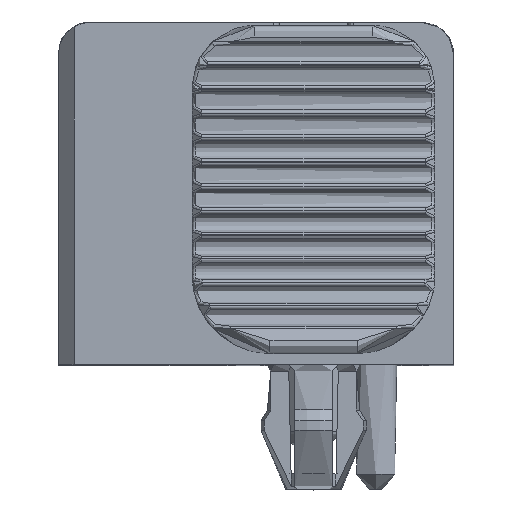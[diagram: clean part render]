
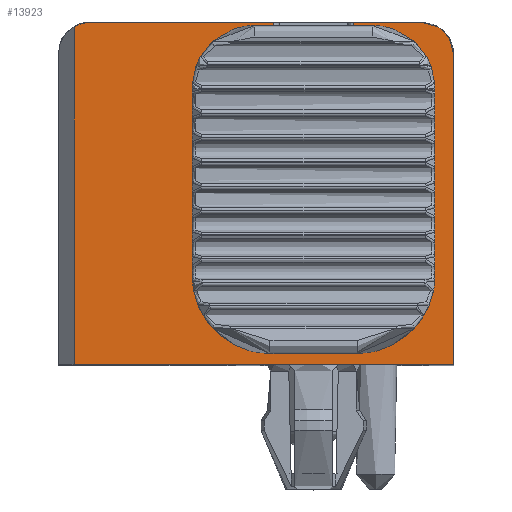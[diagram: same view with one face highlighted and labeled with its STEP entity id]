
A CAD part, top view. The second image highlights one B-rep face of the part: STEP entity #13923.
In plain terms, the highlighted planar face has unit normal (0, 0, 1).
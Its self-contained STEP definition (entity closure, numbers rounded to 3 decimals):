
#979=CIRCLE('',#14815,2.);
#980=CIRCLE('',#14816,1.);
#981=CIRCLE('',#14817,1.);
#982=CIRCLE('',#14818,2.);
#1688=FACE_OUTER_BOUND('',#2495,.T.);
#2495=EDGE_LOOP('',(#9382,#9383,#9384,#9385,#9386,#9387,#9388,#9389,#9390,
#9391,#9392,#9393,#9394,#9395,#9396,#9397,#9398,#9399,#9400,#9401,#9402,
#9403,#9404,#9405));
#3333=LINE('',#19943,#4456);
#3335=LINE('',#19952,#4458);
#3381=LINE('',#20093,#4504);
#3387=LINE('',#20111,#4510);
#3420=LINE('',#20205,#4543);
#3421=LINE('',#20207,#4544);
#3422=LINE('',#20210,#4545);
#3423=LINE('',#20212,#4546);
#3424=LINE('',#20216,#4547);
#3425=LINE('',#20218,#4548);
#3426=LINE('',#20220,#4549);
#3427=LINE('',#20224,#4550);
#3428=LINE('',#20226,#4551);
#3429=LINE('',#20228,#4552);
#3430=LINE('',#20232,#4553);
#3431=LINE('',#20234,#4554);
#3432=LINE('',#20235,#4555);
#3433=LINE('',#20237,#4556);
#3434=LINE('',#20239,#4557);
#3435=LINE('',#20240,#4558);
#4456=VECTOR('',#16160,1000.);
#4458=VECTOR('',#16168,1000.);
#4504=VECTOR('',#16294,1000.);
#4510=VECTOR('',#16308,1000.);
#4543=VECTOR('',#16375,10.);
#4544=VECTOR('',#16376,10.);
#4545=VECTOR('',#16379,10.);
#4546=VECTOR('',#16380,1000.);
#4547=VECTOR('',#16383,1000.);
#4548=VECTOR('',#16384,10.);
#4549=VECTOR('',#16385,1000.);
#4550=VECTOR('',#16388,1000.);
#4551=VECTOR('',#16389,1000.);
#4552=VECTOR('',#16390,10.);
#4553=VECTOR('',#16393,10.);
#4554=VECTOR('',#16394,10.);
#4555=VECTOR('',#16395,1000.);
#4556=VECTOR('',#16396,10.);
#4557=VECTOR('',#16397,10.);
#4558=VECTOR('',#16398,10.);
#5582=VERTEX_POINT('',#19933);
#5586=VERTEX_POINT('',#19941);
#5589=VERTEX_POINT('',#19949);
#5590=VERTEX_POINT('',#19951);
#5634=VERTEX_POINT('',#20070);
#5644=VERTEX_POINT('',#20090);
#5645=VERTEX_POINT('',#20092);
#5697=VERTEX_POINT('',#20204);
#5698=VERTEX_POINT('',#20206);
#5699=VERTEX_POINT('',#20208);
#5700=VERTEX_POINT('',#20211);
#5701=VERTEX_POINT('',#20213);
#5702=VERTEX_POINT('',#20215);
#5703=VERTEX_POINT('',#20217);
#5704=VERTEX_POINT('',#20219);
#5705=VERTEX_POINT('',#20221);
#5706=VERTEX_POINT('',#20223);
#5707=VERTEX_POINT('',#20225);
#5708=VERTEX_POINT('',#20227);
#5709=VERTEX_POINT('',#20229);
#5710=VERTEX_POINT('',#20231);
#5711=VERTEX_POINT('',#20233);
#5712=VERTEX_POINT('',#20236);
#5713=VERTEX_POINT('',#20238);
#6999=EDGE_CURVE('',#5586,#5582,#3333,.F.);
#7003=EDGE_CURVE('',#5589,#5590,#3335,.F.);
#7072=EDGE_CURVE('',#5645,#5644,#3381,.T.);
#7082=EDGE_CURVE('',#5634,#5590,#3387,.T.);
#7127=EDGE_CURVE('',#5697,#5589,#3420,.T.);
#7128=EDGE_CURVE('',#5698,#5697,#3421,.T.);
#7129=EDGE_CURVE('',#5699,#5698,#979,.T.);
#7130=EDGE_CURVE('',#5582,#5699,#3422,.T.);
#7131=EDGE_CURVE('',#5700,#5586,#3423,.F.);
#7132=EDGE_CURVE('',#5701,#5700,#980,.T.);
#7133=EDGE_CURVE('',#5701,#5702,#3424,.T.);
#7134=EDGE_CURVE('',#5702,#5703,#3425,.T.);
#7135=EDGE_CURVE('',#5704,#5703,#3426,.F.);
#7136=EDGE_CURVE('',#5705,#5704,#981,.T.);
#7137=EDGE_CURVE('',#5706,#5705,#3427,.F.);
#7138=EDGE_CURVE('',#5707,#5706,#3428,.F.);
#7139=EDGE_CURVE('',#5708,#5707,#3429,.T.);
#7140=EDGE_CURVE('',#5709,#5708,#982,.T.);
#7141=EDGE_CURVE('',#5710,#5709,#3430,.T.);
#7142=EDGE_CURVE('',#5711,#5710,#3431,.T.);
#7143=EDGE_CURVE('',#5645,#5711,#3432,.F.);
#7144=EDGE_CURVE('',#5712,#5644,#3433,.T.);
#7145=EDGE_CURVE('',#5713,#5712,#3434,.T.);
#7146=EDGE_CURVE('',#5634,#5713,#3435,.T.);
#9382=ORIENTED_EDGE('',*,*,#7127,.F.);
#9383=ORIENTED_EDGE('',*,*,#7128,.F.);
#9384=ORIENTED_EDGE('',*,*,#7129,.F.);
#9385=ORIENTED_EDGE('',*,*,#7130,.F.);
#9386=ORIENTED_EDGE('',*,*,#6999,.F.);
#9387=ORIENTED_EDGE('',*,*,#7131,.F.);
#9388=ORIENTED_EDGE('',*,*,#7132,.F.);
#9389=ORIENTED_EDGE('',*,*,#7133,.T.);
#9390=ORIENTED_EDGE('',*,*,#7134,.T.);
#9391=ORIENTED_EDGE('',*,*,#7135,.F.);
#9392=ORIENTED_EDGE('',*,*,#7136,.F.);
#9393=ORIENTED_EDGE('',*,*,#7137,.F.);
#9394=ORIENTED_EDGE('',*,*,#7138,.F.);
#9395=ORIENTED_EDGE('',*,*,#7139,.F.);
#9396=ORIENTED_EDGE('',*,*,#7140,.F.);
#9397=ORIENTED_EDGE('',*,*,#7141,.F.);
#9398=ORIENTED_EDGE('',*,*,#7142,.F.);
#9399=ORIENTED_EDGE('',*,*,#7143,.F.);
#9400=ORIENTED_EDGE('',*,*,#7072,.T.);
#9401=ORIENTED_EDGE('',*,*,#7144,.F.);
#9402=ORIENTED_EDGE('',*,*,#7145,.F.);
#9403=ORIENTED_EDGE('',*,*,#7146,.F.);
#9404=ORIENTED_EDGE('',*,*,#7082,.T.);
#9405=ORIENTED_EDGE('',*,*,#7003,.F.);
#13608=PLANE('',#14814);
#13923=ADVANCED_FACE('',(#1688),#13608,.T.);
#14814=AXIS2_PLACEMENT_3D('',#20203,#16373,#16374);
#14815=AXIS2_PLACEMENT_3D('',#20209,#16377,#16378);
#14816=AXIS2_PLACEMENT_3D('',#20214,#16381,#16382);
#14817=AXIS2_PLACEMENT_3D('',#20222,#16386,#16387);
#14818=AXIS2_PLACEMENT_3D('',#20230,#16391,#16392);
#16160=DIRECTION('',(0.,1.,0.));
#16168=DIRECTION('',(0.,1.,0.));
#16294=DIRECTION('',(-1.,0.,0.));
#16308=DIRECTION('',(-1.,0.,0.));
#16373=DIRECTION('center_axis',(0.,0.,
1.));
#16374=DIRECTION('ref_axis',(0.,-1.,0.));
#16375=DIRECTION('',(1.,0.,0.));
#16376=DIRECTION('',(0.,-1.,0.));
#16377=DIRECTION('center_axis',(0.,0.,
1.));
#16378=DIRECTION('ref_axis',(0.,-1.,0.));
#16379=DIRECTION('',(-1.,0.,0.));
#16380=DIRECTION('',(-1.,0.,0.));
#16381=DIRECTION('center_axis',(0.,0.,
-1.));
#16382=DIRECTION('ref_axis',(0.,-1.,0.));
#16383=DIRECTION('',(0.,-1.,0.));
#16384=DIRECTION('',(1.,0.,0.));
#16385=DIRECTION('',(0.,1.,0.));
#16386=DIRECTION('center_axis',(0.,0.,
-1.));
#16387=DIRECTION('ref_axis',(0.,-1.,0.));
#16388=DIRECTION('',(-1.,0.,0.));
#16389=DIRECTION('',(0.,-1.,0.));
#16390=DIRECTION('',(-1.,0.,0.));
#16391=DIRECTION('center_axis',(0.,0.,
1.));
#16392=DIRECTION('ref_axis',(0.,-1.,0.));
#16393=DIRECTION('',(0.,1.,0.));
#16394=DIRECTION('',(1.,0.,0.));
#16395=DIRECTION('',(0.,-1.,0.));
#16396=DIRECTION('',(0.,1.,0.));
#16397=DIRECTION('',(1.,0.,0.));
#16398=DIRECTION('',(0.,-1.,0.));
#19933=CARTESIAN_POINT('',(-284.249,-14.753,-289.533));
#19941=CARTESIAN_POINT('',(-284.249,-14.526,-289.533));
#19943=CARTESIAN_POINT('',(-284.249,-24.525,-289.533));
#19949=CARTESIAN_POINT('',(-284.249,-17.621,-289.533));
#19951=CARTESIAN_POINT('',(-284.249,-24.525,-289.533));
#19952=CARTESIAN_POINT('',(-284.249,-24.525,-289.533));
#20070=CARTESIAN_POINT('',(-283.949,-24.525,-289.533));
#20090=CARTESIAN_POINT('',(-281.949,-24.525,-289.533));
#20092=CARTESIAN_POINT('',(-281.649,-24.525,-289.533));
#20093=CARTESIAN_POINT('',(-283.049,-24.525,-289.533));
#20111=CARTESIAN_POINT('',(-283.049,-24.525,-289.533));
#20203=CARTESIAN_POINT('Origin',(-282.149,-22.703,-289.533));
#20204=CARTESIAN_POINT('',(-286.849,-17.621,-289.533));
#20205=CARTESIAN_POINT('',(-281.769,-17.621,-289.533));
#20206=CARTESIAN_POINT('',(-286.849,-16.621,-289.533));
#20207=CARTESIAN_POINT('',(-286.849,-21.299,-289.533));
#20208=CARTESIAN_POINT('',(-285.562,-14.753,-289.533));
#20209=CARTESIAN_POINT('Origin',(-284.849,-16.621,-289.533));
#20210=CARTESIAN_POINT('',(-281.769,-14.753,-289.533));
#20211=CARTESIAN_POINT('',(-290.149,-14.526,-289.533));
#20212=CARTESIAN_POINT('',(-285.149,-14.526,-289.533));
#20213=CARTESIAN_POINT('',(-290.649,-14.66,-289.533));
#20214=CARTESIAN_POINT('Origin',(-290.149,-15.526,-289.533));
#20215=CARTESIAN_POINT('',(-290.649,-25.526,-289.533));
#20216=CARTESIAN_POINT('',(-290.649,-22.703,-289.533));
#20217=CARTESIAN_POINT('',(-278.449,-25.526,-289.533));
#20218=CARTESIAN_POINT('',(-284.899,-25.526,-289.533));
#20219=CARTESIAN_POINT('',(-278.449,-15.526,-289.533));
#20220=CARTESIAN_POINT('',(-278.449,-20.83,-289.533));
#20221=CARTESIAN_POINT('',(-279.449,-14.526,-289.533));
#20222=CARTESIAN_POINT('Origin',(-279.449,-15.526,-289.533));
#20223=CARTESIAN_POINT('',(-281.649,-14.526,-289.533));
#20224=CARTESIAN_POINT('',(-285.149,-14.526,-289.533));
#20225=CARTESIAN_POINT('',(-281.649,-14.753,-289.533));
#20226=CARTESIAN_POINT('',(-281.649,-14.976,-289.533));
#20227=CARTESIAN_POINT('',(-280.336,-14.752,-289.533));
#20228=CARTESIAN_POINT('',(-281.769,-14.753,-289.533));
#20229=CARTESIAN_POINT('',(-279.049,-16.621,-289.533));
#20230=CARTESIAN_POINT('Origin',(-281.049,-16.621,-289.533));
#20231=CARTESIAN_POINT('',(-279.049,-17.621,-289.533));
#20232=CARTESIAN_POINT('',(-279.049,-21.299,-289.533));
#20233=CARTESIAN_POINT('',(-281.649,-17.621,-289.533));
#20234=CARTESIAN_POINT('',(-281.769,-17.621,-289.533));
#20235=CARTESIAN_POINT('',(-281.649,-14.976,-289.533));
#20236=CARTESIAN_POINT('',(-281.949,-24.526,-289.533));
#20237=CARTESIAN_POINT('',(-281.949,-23.437,-289.533));
#20238=CARTESIAN_POINT('',(-283.949,-24.526,-289.533));
#20239=CARTESIAN_POINT('',(-282.549,-24.526,-289.533));
#20240=CARTESIAN_POINT('',(-283.949,-23.437,-289.533));
